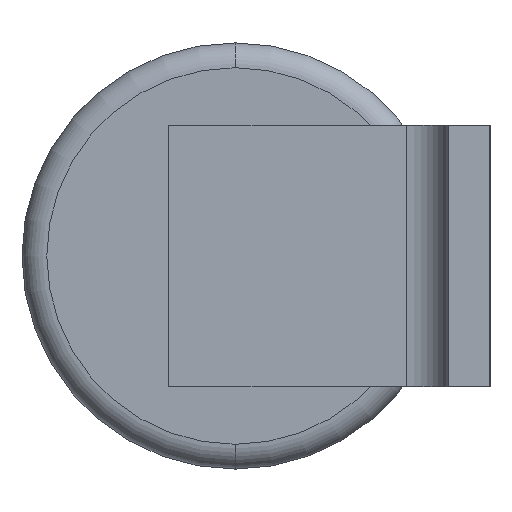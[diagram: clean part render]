
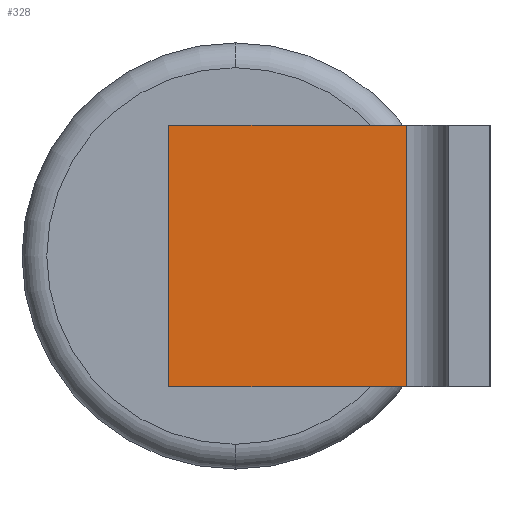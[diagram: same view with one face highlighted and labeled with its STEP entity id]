
A CAD part, left-side view. The second image highlights one B-rep face of the part: STEP entity #328.
In plain terms, the highlighted face is planar.
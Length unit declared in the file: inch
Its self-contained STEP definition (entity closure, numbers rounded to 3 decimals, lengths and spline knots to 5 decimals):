
#91 = VECTOR ( 'NONE', #285, 39.37008 ) ;
#100 = ORIENTED_EDGE ( 'NONE', *, *, #509, .T. ) ;
#285 = DIRECTION ( 'NONE',  ( 0., 0., -1. ) ) ;
#321 = CARTESIAN_POINT ( 'NONE',  ( 0.08, 0.615, 0.25 ) ) ;
#328 = ADVANCED_FACE ( 'NONE', ( #2014 ), #1301, .T. ) ;
#509 = EDGE_CURVE ( 'NONE', #1993, #858, #1853, .T. ) ;
#531 = DIRECTION ( 'NONE',  ( 0., -1., 0. ) ) ;
#574 = CARTESIAN_POINT ( 'NONE',  ( 0.08, 0., 0.25 ) ) ;
#619 = CARTESIAN_POINT ( 'NONE',  ( 0.08, 0.615, -0.25 ) ) ;
#694 = ORIENTED_EDGE ( 'NONE', *, *, #745, .F. ) ;
#709 = CARTESIAN_POINT ( 'NONE',  ( 0.08, 0., -0.25 ) ) ;
#745 = EDGE_CURVE ( 'NONE', #1162, #1932, #1933, .T. ) ;
#750 = DIRECTION ( 'NONE',  ( 0., 0., -1. ) ) ;
#787 = VECTOR ( 'NONE', #1769, 39.37008 ) ;
#818 = CARTESIAN_POINT ( 'NONE',  ( 0.08, 0.615, 0.25 ) ) ;
#858 = VERTEX_POINT ( 'NONE', #2156 ) ;
#923 = EDGE_CURVE ( 'NONE', #1162, #1993, #2018, .T. ) ;
#971 = DIRECTION ( 'NONE',  ( 1., 0., 0. ) ) ;
#1030 = EDGE_CURVE ( 'NONE', #1932, #858, #1608, .T. ) ;
#1162 = VERTEX_POINT ( 'NONE', #818 ) ;
#1301 = PLANE ( 'NONE',  #1461 ) ;
#1311 = ORIENTED_EDGE ( 'NONE', *, *, #923, .T. ) ;
#1423 = DIRECTION ( 'NONE',  ( 0., -1., 0. ) ) ;
#1461 = AXIS2_PLACEMENT_3D ( 'NONE', #574, #971, #750 ) ;
#1608 = LINE ( 'NONE', #709, #2209 ) ;
#1759 = EDGE_LOOP ( 'NONE', ( #1882, #694, #1311, #100 ) ) ;
#1769 = DIRECTION ( 'NONE',  ( 0., 0., -1. ) ) ;
#1808 = CARTESIAN_POINT ( 'NONE',  ( 0.08, 0.16, 0.25 ) ) ;
#1853 = LINE ( 'NONE', #1949, #787 ) ;
#1882 = ORIENTED_EDGE ( 'NONE', *, *, #1030, .F. ) ;
#1932 = VERTEX_POINT ( 'NONE', #619 ) ;
#1933 = LINE ( 'NONE', #321, #91 ) ;
#1949 = CARTESIAN_POINT ( 'NONE',  ( 0.08, 0.16, 0.25 ) ) ;
#1993 = VERTEX_POINT ( 'NONE', #1808 ) ;
#2009 = VECTOR ( 'NONE', #531, 39.37008 ) ;
#2014 = FACE_OUTER_BOUND ( 'NONE', #1759, .T. ) ;
#2018 = LINE ( 'NONE', #2346, #2009 ) ;
#2156 = CARTESIAN_POINT ( 'NONE',  ( 0.08, 0.16, -0.25 ) ) ;
#2209 = VECTOR ( 'NONE', #1423, 39.37008 ) ;
#2346 = CARTESIAN_POINT ( 'NONE',  ( 0.08, 0., 0.25 ) ) ;
